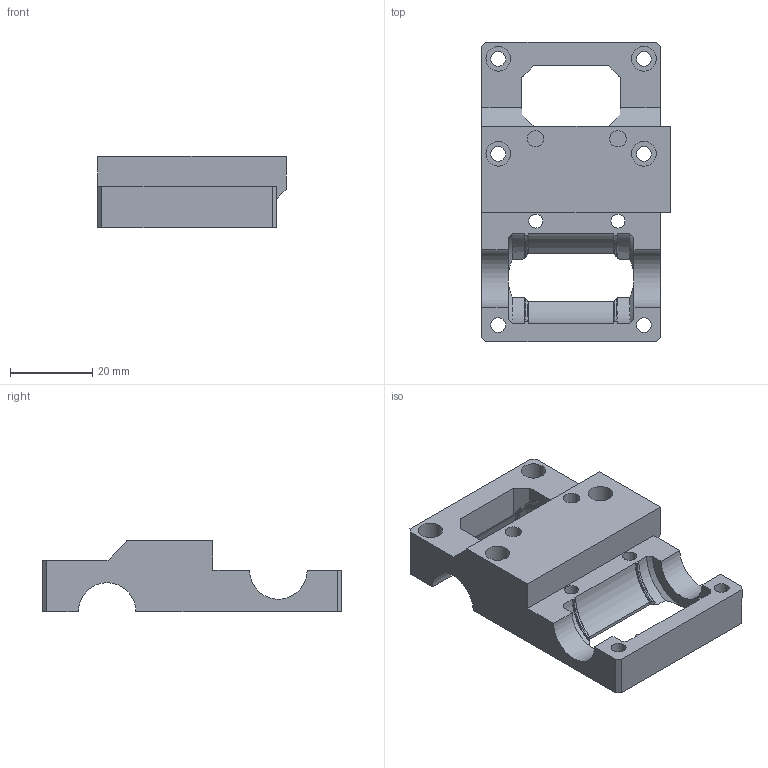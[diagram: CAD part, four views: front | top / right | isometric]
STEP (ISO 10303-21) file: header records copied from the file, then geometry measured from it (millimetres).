
FILE_DESCRIPTION(/* description */ (''),/* implementation_level */ '2;1');
FILE_NAME(/* name */ 'Carriage_p1.step',/* time_stamp */ '2023-03-16T18:12:04+01:00',/* author */ (''),/* organization */ (''),/* preprocessor_version */ 'ST-DEVELOPER v19.2',/* originating_system */ 'Autodesk Translation Framework v11.17.0.187',/* authorisation */ '');
FILE_SCHEMA (('AUTOMOTIVE_DESIGN { 1 0 10303 214 3 1 1 }'));
Length unit declared in the file: millimetre
Products named in the file (1): CF_mod_v3
Bounding box: 45.8 x 72.76 x 17.27 mm (x, y, z)
Volume: 24255.2 mm3; surface area: 11251.1 mm2
Topology: 1 solids, 2 shells, 133 faces, 382 edges, 256 vertices
Faces by surface type: plane 71, cylinder 40, cone 22
Full cylindrical faces by diameter (mm): 3.4 x2, 3.6 x6, 4 x2, 6 x4
Entity records: 4556 total; most frequent: CARTESIAN_POINT 824, ORIENTED_EDGE 764, DIRECTION 753, EDGE_CURVE 382, AXIS2_PLACEMENT_3D 257, VERTEX_POINT 256, LINE 239, VECTOR 239
